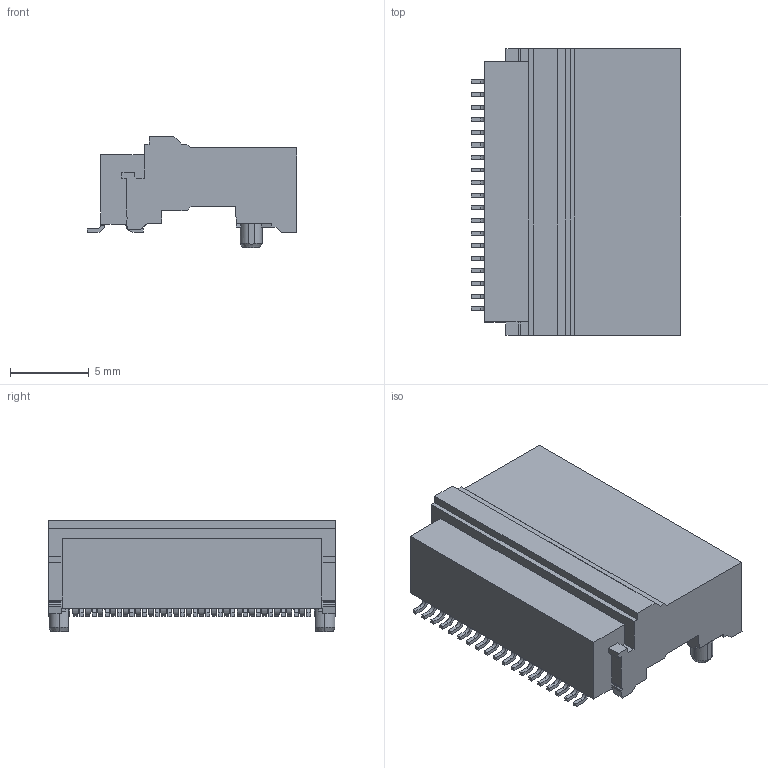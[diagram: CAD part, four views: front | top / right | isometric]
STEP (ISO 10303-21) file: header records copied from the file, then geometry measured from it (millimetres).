
FILE_DESCRIPTION (( 'STEP AP214' ), '1' );
FILE_NAME ('1704320001.STEP', '2022-11-07T07:13:24', ( '' ), ( '' ), 'SwSTEP 2.0', 'SolidWorks 2019', '' );
FILE_SCHEMA (( 'AUTOMOTIVE_DESIGN' ));
Length unit declared in the file: millimetre
Products named in the file (1): 1704320001
Bounding box: 13.31 x 18.2 x 7.05 mm (x, y, z)
Volume: 806.8 mm3; surface area: 1114 mm2
Topology: 1 solids, 1 shells, 989 faces, 2775 edges, 1827 vertices
Faces by surface type: plane 613, cylinder 276, bspline 94, cone 6
Entity records: 36905 total; most frequent: CARTESIAN_POINT 11428, ORIENTED_EDGE 5550, DIRECTION 4918, EDGE_CURVE 2775, VECTOR 1898, LINE 1898, VERTEX_POINT 1827, AXIS2_PLACEMENT_3D 1510
